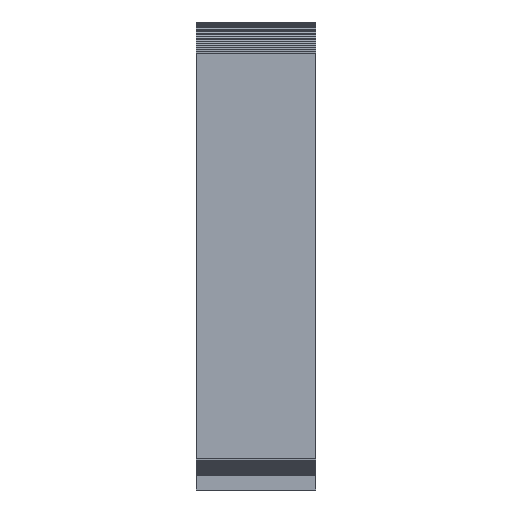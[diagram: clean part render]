
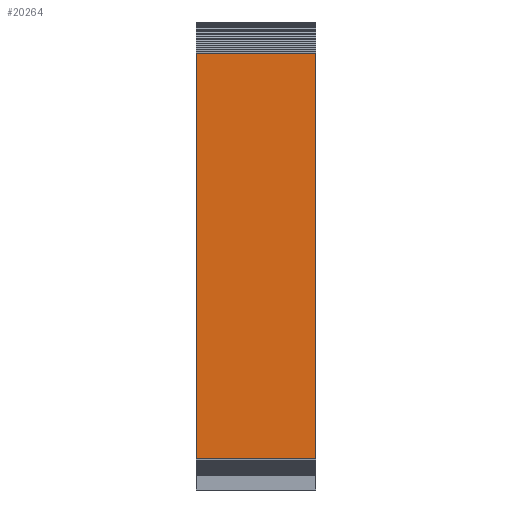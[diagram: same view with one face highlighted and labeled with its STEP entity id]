
A CAD part, left-side view. The second image highlights one B-rep face of the part: STEP entity #20264.
In plain terms, the highlighted planar face has unit normal (-1, 0, 0).
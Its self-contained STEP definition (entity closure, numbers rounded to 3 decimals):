
#16821 = VERTEX_POINT('',#16822);
#16822 = CARTESIAN_POINT('',(-76.6,-5.,36.6));
#16836 = PLANE('',#16837);
#16837 = AXIS2_PLACEMENT_3D('',#16838,#16839,#16840);
#16838 = CARTESIAN_POINT('',(-76.6,-5.,2.6));
#16839 = DIRECTION('',(0.,-1.,0.));
#16840 = DIRECTION('',(1.,0.,0.));
#16864 = PLANE('',#16865);
#16865 = AXIS2_PLACEMENT_3D('',#16866,#16867,#16868);
#16866 = CARTESIAN_POINT('',(-76.595,5.,36.763));
#16867 = DIRECTION('',(1.,0.,
    -0.031));
#16868 = DIRECTION('',(-0.031,0.,
    -1.));
#18121 = VERTEX_POINT('',#18122);
#18122 = CARTESIAN_POINT('',(-76.6,5.,36.6));
#18136 = PLANE('',#18137);
#18137 = AXIS2_PLACEMENT_3D('',#18138,#18139,#18140);
#18138 = CARTESIAN_POINT('',(-76.6,5.,2.6));
#18139 = DIRECTION('',(0.,-1.,0.));
#18140 = DIRECTION('',(1.,0.,0.));
#20054 = EDGE_CURVE('',#18121,#16821,#20055,.T.);
#20055 = SURFACE_CURVE('',#20056,(#20060,#20067),.PCURVE_S1.);
#20056 = LINE('',#20057,#20058);
#20057 = CARTESIAN_POINT('',(-76.6,5.,36.6));
#20058 = VECTOR('',#20059,1.);
#20059 = DIRECTION('',(0.,-1.,0.));
#20060 = PCURVE('',#16864,#20061);
#20061 = DEFINITIONAL_REPRESENTATION('',(#20062),#20066);
#20062 = LINE('',#20063,#20064);
#20063 = CARTESIAN_POINT('',(0.163,0.));
#20064 = VECTOR('',#20065,1.);
#20065 = DIRECTION('',(0.,-1.));
#20066 = ( GEOMETRIC_REPRESENTATION_CONTEXT(2) 
PARAMETRIC_REPRESENTATION_CONTEXT() REPRESENTATION_CONTEXT('2D SPACE',''
  ) );
#20067 = PCURVE('',#20068,#20073);
#20068 = PLANE('',#20069);
#20069 = AXIS2_PLACEMENT_3D('',#20070,#20071,#20072);
#20070 = CARTESIAN_POINT('',(-76.6,5.,2.6));
#20071 = DIRECTION('',(1.,0.,0.));
#20072 = DIRECTION('',(0.,-1.,0.));
#20073 = DEFINITIONAL_REPRESENTATION('',(#20074),#20078);
#20074 = LINE('',#20075,#20076);
#20075 = CARTESIAN_POINT('',(0.,-34.));
#20076 = VECTOR('',#20077,1.);
#20077 = DIRECTION('',(1.,0.));
#20078 = ( GEOMETRIC_REPRESENTATION_CONTEXT(2) 
PARAMETRIC_REPRESENTATION_CONTEXT() REPRESENTATION_CONTEXT('2D SPACE',''
  ) );
#20084 = EDGE_CURVE('',#20085,#16821,#20087,.T.);
#20085 = VERTEX_POINT('',#20086);
#20086 = CARTESIAN_POINT('',(-76.6,-5.,2.6));
#20087 = SURFACE_CURVE('',#20088,(#20092,#20099),.PCURVE_S1.);
#20088 = LINE('',#20089,#20090);
#20089 = CARTESIAN_POINT('',(-76.6,-5.,2.6));
#20090 = VECTOR('',#20091,1.);
#20091 = DIRECTION('',(0.,0.,1.));
#20092 = PCURVE('',#16836,#20093);
#20093 = DEFINITIONAL_REPRESENTATION('',(#20094),#20098);
#20094 = LINE('',#20095,#20096);
#20095 = CARTESIAN_POINT('',(0.,0.));
#20096 = VECTOR('',#20097,1.);
#20097 = DIRECTION('',(0.,1.));
#20098 = ( GEOMETRIC_REPRESENTATION_CONTEXT(2) 
PARAMETRIC_REPRESENTATION_CONTEXT() REPRESENTATION_CONTEXT('2D SPACE',''
  ) );
#20099 = PCURVE('',#20068,#20100);
#20100 = DEFINITIONAL_REPRESENTATION('',(#20101),#20105);
#20101 = LINE('',#20102,#20103);
#20102 = CARTESIAN_POINT('',(10.,0.));
#20103 = VECTOR('',#20104,1.);
#20104 = DIRECTION('',(0.,-1.));
#20105 = ( GEOMETRIC_REPRESENTATION_CONTEXT(2) 
PARAMETRIC_REPRESENTATION_CONTEXT() REPRESENTATION_CONTEXT('2D SPACE',''
  ) );
#20160 = EDGE_CURVE('',#20161,#18121,#20163,.T.);
#20161 = VERTEX_POINT('',#20162);
#20162 = CARTESIAN_POINT('',(-76.6,5.,2.6));
#20163 = SURFACE_CURVE('',#20164,(#20168,#20175),.PCURVE_S1.);
#20164 = LINE('',#20165,#20166);
#20165 = CARTESIAN_POINT('',(-76.6,5.,2.6));
#20166 = VECTOR('',#20167,1.);
#20167 = DIRECTION('',(0.,0.,1.));
#20168 = PCURVE('',#18136,#20169);
#20169 = DEFINITIONAL_REPRESENTATION('',(#20170),#20174);
#20170 = LINE('',#20171,#20172);
#20171 = CARTESIAN_POINT('',(0.,0.));
#20172 = VECTOR('',#20173,1.);
#20173 = DIRECTION('',(0.,1.));
#20174 = ( GEOMETRIC_REPRESENTATION_CONTEXT(2) 
PARAMETRIC_REPRESENTATION_CONTEXT() REPRESENTATION_CONTEXT('2D SPACE',''
  ) );
#20175 = PCURVE('',#20068,#20176);
#20176 = DEFINITIONAL_REPRESENTATION('',(#20177),#20181);
#20177 = LINE('',#20178,#20179);
#20178 = CARTESIAN_POINT('',(0.,0.));
#20179 = VECTOR('',#20180,1.);
#20180 = DIRECTION('',(0.,-1.));
#20181 = ( GEOMETRIC_REPRESENTATION_CONTEXT(2) 
PARAMETRIC_REPRESENTATION_CONTEXT() REPRESENTATION_CONTEXT('2D SPACE',''
  ) );
#20264 = ADVANCED_FACE('',(#20265),#20068,.F.);
#20265 = FACE_BOUND('',#20266,.F.);
#20266 = EDGE_LOOP('',(#20267,#20293,#20294,#20295));
#20267 = ORIENTED_EDGE('',*,*,#20268,.F.);
#20268 = EDGE_CURVE('',#20161,#20085,#20269,.T.);
#20269 = SURFACE_CURVE('',#20270,(#20274,#20281),.PCURVE_S1.);
#20270 = LINE('',#20271,#20272);
#20271 = CARTESIAN_POINT('',(-76.6,5.,2.6));
#20272 = VECTOR('',#20273,1.);
#20273 = DIRECTION('',(0.,-1.,0.));
#20274 = PCURVE('',#20068,#20275);
#20275 = DEFINITIONAL_REPRESENTATION('',(#20276),#20280);
#20276 = LINE('',#20277,#20278);
#20277 = CARTESIAN_POINT('',(0.,0.));
#20278 = VECTOR('',#20279,1.);
#20279 = DIRECTION('',(1.,0.));
#20280 = ( GEOMETRIC_REPRESENTATION_CONTEXT(2) 
PARAMETRIC_REPRESENTATION_CONTEXT() REPRESENTATION_CONTEXT('2D SPACE',''
  ) );
#20281 = PCURVE('',#20282,#20287);
#20282 = PLANE('',#20283);
#20283 = AXIS2_PLACEMENT_3D('',#20284,#20285,#20286);
#20284 = CARTESIAN_POINT('',(-76.603,5.,2.512));
#20285 = DIRECTION('',(-1.,0.,
    0.031));
#20286 = DIRECTION('',(0.031,0.,
    1.));
#20287 = DEFINITIONAL_REPRESENTATION('',(#20288),#20292);
#20288 = LINE('',#20289,#20290);
#20289 = CARTESIAN_POINT('',(0.088,0.));
#20290 = VECTOR('',#20291,1.);
#20291 = DIRECTION('',(0.,-1.));
#20292 = ( GEOMETRIC_REPRESENTATION_CONTEXT(2) 
PARAMETRIC_REPRESENTATION_CONTEXT() REPRESENTATION_CONTEXT('2D SPACE',''
  ) );
#20293 = ORIENTED_EDGE('',*,*,#20160,.T.);
#20294 = ORIENTED_EDGE('',*,*,#20054,.T.);
#20295 = ORIENTED_EDGE('',*,*,#20084,.F.);
